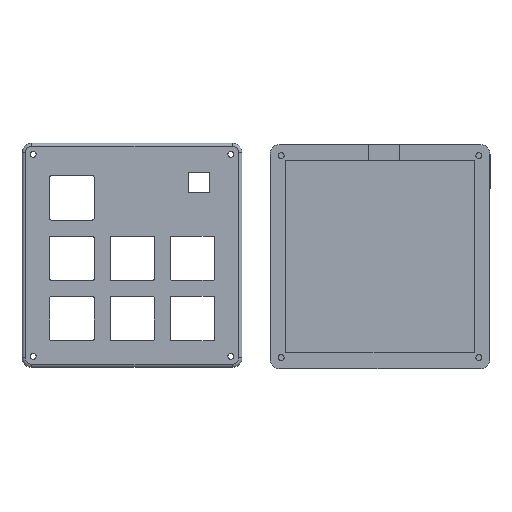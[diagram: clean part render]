
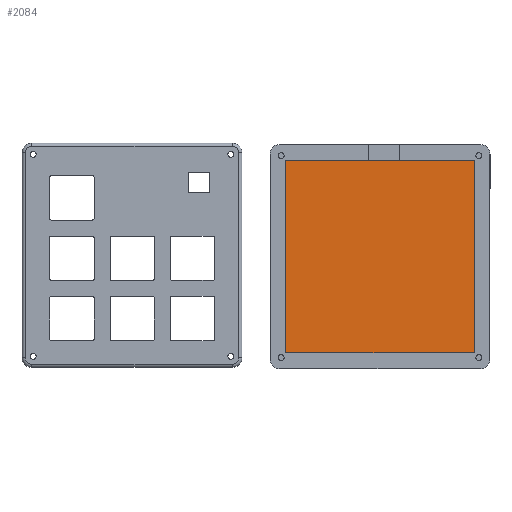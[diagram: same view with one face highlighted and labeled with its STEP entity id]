
A CAD part, top view. The second image highlights one B-rep face of the part: STEP entity #2084.
In plain terms, the highlighted planar face has unit normal (0, 0, 1).
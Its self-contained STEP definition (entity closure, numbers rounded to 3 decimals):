
#252=FACE_OUTER_BOUND('',#372,.T.);
#372=EDGE_LOOP('',(#1503,#1504,#1505,#1506));
#508=LINE('',#3145,#704);
#526=LINE('',#3258,#722);
#527=LINE('',#3259,#723);
#528=LINE('',#3260,#724);
#704=VECTOR('',#2480,10.);
#722=VECTOR('',#2572,10.);
#723=VECTOR('',#2573,10.);
#724=VECTOR('',#2574,10.);
#903=VERTEX_POINT('',#3142);
#904=VERTEX_POINT('',#3144);
#925=VERTEX_POINT('',#3256);
#926=VERTEX_POINT('',#3257);
#1108=EDGE_CURVE('',#903,#904,#508,.T.);
#1146=EDGE_CURVE('',#925,#926,#526,.T.);
#1147=EDGE_CURVE('',#904,#925,#527,.T.);
#1148=EDGE_CURVE('',#926,#903,#528,.T.);
#1503=ORIENTED_EDGE('',*,*,#1146,.F.);
#1504=ORIENTED_EDGE('',*,*,#1147,.F.);
#1505=ORIENTED_EDGE('',*,*,#1108,.F.);
#1506=ORIENTED_EDGE('',*,*,#1148,.F.);
#2016=PLANE('',#2251);
#2084=ADVANCED_FACE('',(#252),#2016,.T.);
#2251=AXIS2_PLACEMENT_3D('',#3255,#2570,#2571);
#2480=DIRECTION('',(1.,0.,0.));
#2570=DIRECTION('center_axis',(0.,0.,1.));
#2571=DIRECTION('ref_axis',(1.,0.,0.));
#2572=DIRECTION('',(-1.,0.,0.));
#2573=DIRECTION('',(0.,-1.,0.));
#2574=DIRECTION('',(0.,1.,0.));
#3142=CARTESIAN_POINT('',(-20.,19.,3.));
#3144=CARTESIAN_POINT('',(39.5,19.,3.));
#3145=CARTESIAN_POINT('',(-5.125,19.,3.));
#3255=CARTESIAN_POINT('Origin',(9.75,-11.4,3.));
#3256=CARTESIAN_POINT('',(39.5,-41.8,3.));
#3257=CARTESIAN_POINT('',(-20.,-41.8,3.));
#3258=CARTESIAN_POINT('',(24.625,-41.8,3.));
#3259=CARTESIAN_POINT('',(39.5,3.8,3.));
#3260=CARTESIAN_POINT('',(-20.,-26.6,3.));
